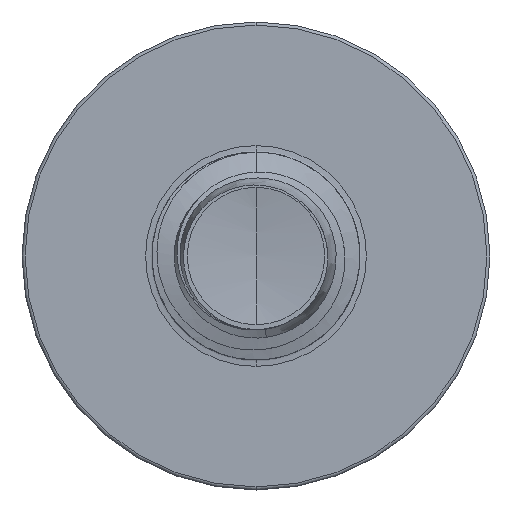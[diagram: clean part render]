
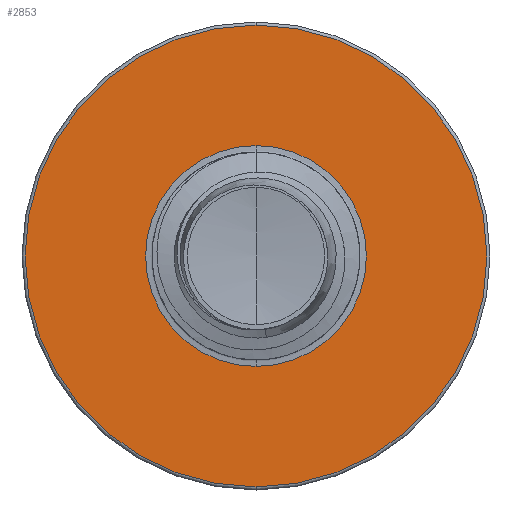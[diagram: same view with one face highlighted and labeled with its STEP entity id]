
A CAD part, front view. The second image highlights one B-rep face of the part: STEP entity #2853.
In plain terms, the highlighted planar face has unit normal (0, -1, 0).
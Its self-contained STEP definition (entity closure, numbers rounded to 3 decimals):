
#52 = DIRECTION ( 'NONE',  ( 0., 1., 0. ) ) ;
#54 = DIRECTION ( 'NONE',  ( 0., 0., 1. ) ) ;
#95 = ORIENTED_EDGE ( 'NONE', *, *, #21682, .T. ) ;
#177 = DIRECTION ( 'NONE',  ( 0., 1., 0. ) ) ;
#235 = PLANE ( 'NONE',  #13084 ) ;
#1617 = CARTESIAN_POINT ( 'NONE',  ( 0., 14., 0. ) ) ;
#1763 = CARTESIAN_POINT ( 'NONE',  ( 0., 14., -3.186 ) ) ;
#2142 = EDGE_CURVE ( 'NONE', #4439, #21924, #11650, .T. ) ;
#2285 = AXIS2_PLACEMENT_3D ( 'NONE', #12239, #52, #14293 ) ;
#2853 = ADVANCED_FACE ( 'NONE', ( #13884, #18643 ), #235, .F. ) ;
#3646 = DIRECTION ( 'NONE',  ( 0., 0., 1. ) ) ;
#4439 = VERTEX_POINT ( 'NONE', #23175 ) ;
#4800 = ORIENTED_EDGE ( 'NONE', *, *, #2142, .F. ) ;
#4868 = CARTESIAN_POINT ( 'NONE',  ( 0., 14., 0. ) ) ;
#5129 = AXIS2_PLACEMENT_3D ( 'NONE', #4868, #19100, #6901 ) ;
#6901 = DIRECTION ( 'NONE',  ( 0., 0., 1. ) ) ;
#7680 = CIRCLE ( 'NONE', #13849, 3.186 ) ;
#10389 = DIRECTION ( 'NONE',  ( 0., 0., 1. ) ) ;
#10442 = DIRECTION ( 'NONE',  ( 0., 1., 0. ) ) ;
#10446 = CARTESIAN_POINT ( 'NONE',  ( 0., 14., 0. ) ) ;
#10562 = CIRCLE ( 'NONE', #5129, 6.66 ) ;
#11155 = CIRCLE ( 'NONE', #2285, 3.186 ) ;
#11650 = CIRCLE ( 'NONE', #12258, 6.66 ) ;
#11927 = CARTESIAN_POINT ( 'NONE',  ( 0., 14., 3.186 ) ) ;
#12239 = CARTESIAN_POINT ( 'NONE',  ( 0., 14., 0. ) ) ;
#12258 = AXIS2_PLACEMENT_3D ( 'NONE', #10446, #10442, #10389 ) ;
#12561 = EDGE_LOOP ( 'NONE', ( #4800, #18401 ) ) ;
#13084 = AXIS2_PLACEMENT_3D ( 'NONE', #1763, #177, #54 ) ;
#13849 = AXIS2_PLACEMENT_3D ( 'NONE', #1617, #15845, #3646 ) ;
#13884 = FACE_OUTER_BOUND ( 'NONE', #12561, .T. ) ;
#14293 = DIRECTION ( 'NONE',  ( 0., 0., 1. ) ) ;
#15845 = DIRECTION ( 'NONE',  ( 0., 1., 0. ) ) ;
#18401 = ORIENTED_EDGE ( 'NONE', *, *, #22319, .F. ) ;
#18643 = FACE_BOUND ( 'NONE', #24029, .T. ) ;
#19100 = DIRECTION ( 'NONE',  ( 0., 1., 0. ) ) ;
#20056 = VERTEX_POINT ( 'NONE', #11927 ) ;
#21682 = EDGE_CURVE ( 'NONE', #22222, #20056, #7680, .T. ) ;
#21924 = VERTEX_POINT ( 'NONE', #26269 ) ;
#22222 = VERTEX_POINT ( 'NONE', #23064 ) ;
#22319 = EDGE_CURVE ( 'NONE', #21924, #4439, #10562, .T. ) ;
#23064 = CARTESIAN_POINT ( 'NONE',  ( 0., 14., -3.186 ) ) ;
#23175 = CARTESIAN_POINT ( 'NONE',  ( 0., 14., 6.66 ) ) ;
#24029 = EDGE_LOOP ( 'NONE', ( #25245, #95 ) ) ;
#24990 = EDGE_CURVE ( 'NONE', #20056, #22222, #11155, .T. ) ;
#25245 = ORIENTED_EDGE ( 'NONE', *, *, #24990, .T. ) ;
#26269 = CARTESIAN_POINT ( 'NONE',  ( 0., 14., -6.66 ) ) ;
